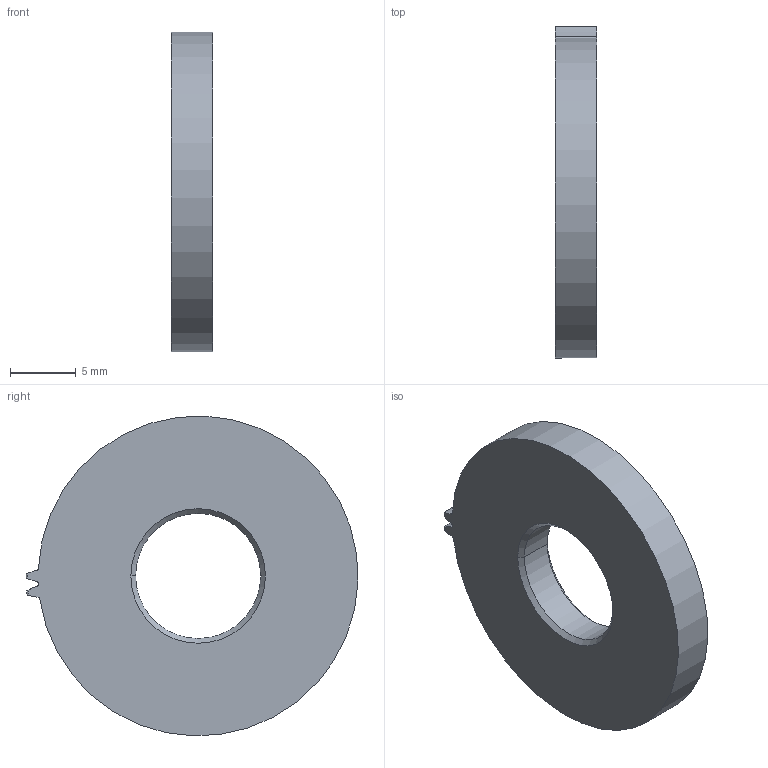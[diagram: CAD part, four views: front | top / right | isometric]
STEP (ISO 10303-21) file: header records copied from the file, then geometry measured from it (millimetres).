
FILE_DESCRIPTION((''),'2;1');
FILE_NAME('58387','2013-02-11T',('carefree'),(''),'PRO/ENGINEER BY PARAMETRIC TECHNOLOGY CORPORATION, 2005030','PRO/ENGINEER BY PARAMETRIC TECHNOLOGY CORPORATION, 2005030','');
FILE_SCHEMA(('CONFIG_CONTROL_DESIGN'));
Length unit declared in the file: inch
Products named in the file (1): 58387
Bounding box: 3.17 x 25.26 x 24.33 mm (x, y, z)
Volume: 1251.7 mm3; surface area: 1124.8 mm2
Topology: 1 solids, 1 shells, 24 faces, 62 edges, 40 vertices
Faces by surface type: cylinder 10, torus 4, extrusion 4, cone 4, plane 2
Entity records: 918 total; most frequent: CARTESIAN_POINT 290, ORIENTED_EDGE 124, DIRECTION 118, EDGE_CURVE 62, AXIS2_PLACEMENT_3D 48, VERTEX_POINT 40, CIRCLE 28, EDGE_LOOP 26
